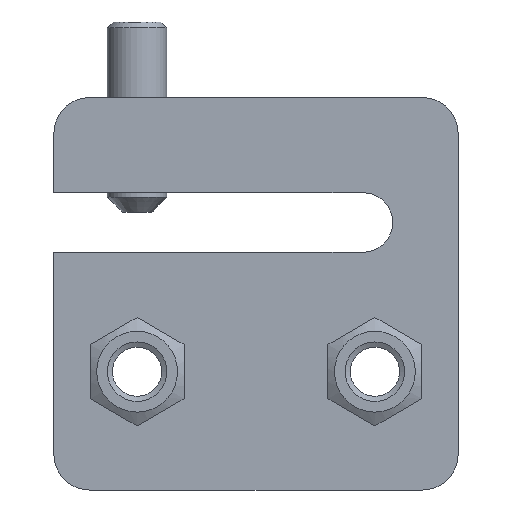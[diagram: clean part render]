
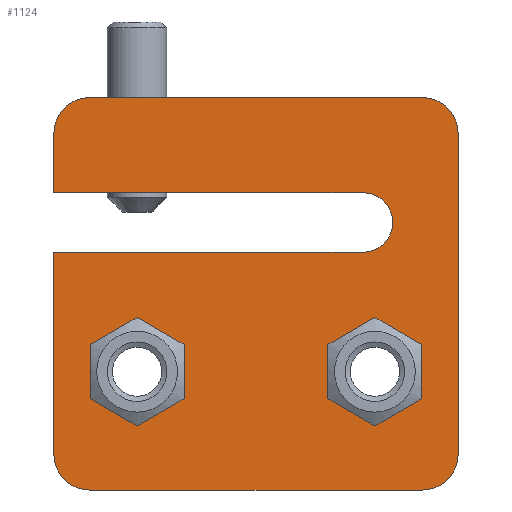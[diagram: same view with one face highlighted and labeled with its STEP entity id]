
A CAD part, left-side view. The second image highlights one B-rep face of the part: STEP entity #1124.
In plain terms, the highlighted planar face has unit normal (-1, 0, 0).
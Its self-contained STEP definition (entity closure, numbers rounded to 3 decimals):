
#59=FACE_BOUND('',#192,.T.);
#60=FACE_BOUND('',#193,.T.);
#76=PLANE('',#1278);
#123=FACE_OUTER_BOUND('',#191,.T.);
#191=EDGE_LOOP('',(#793,#794,#795,#796,#797,#798,#799,#800,#801,#802,#803,
#804));
#192=EDGE_LOOP('',(#805,#806,#807,#808,#809,#810));
#193=EDGE_LOOP('',(#811,#812,#813,#814,#815,#816));
#277=LINE('',#1752,#380);
#278=LINE('',#1756,#381);
#279=LINE('',#1760,#382);
#280=LINE('',#1764,#383);
#281=LINE('',#1766,#384);
#282=LINE('',#1770,#385);
#283=LINE('',#1771,#386);
#284=LINE('',#1774,#387);
#285=LINE('',#1776,#388);
#286=LINE('',#1778,#389);
#287=LINE('',#1780,#390);
#288=LINE('',#1782,#391);
#289=LINE('',#1783,#392);
#290=LINE('',#1786,#393);
#291=LINE('',#1788,#394);
#292=LINE('',#1790,#395);
#293=LINE('',#1792,#396);
#294=LINE('',#1794,#397);
#295=LINE('',#1795,#398);
#380=VECTOR('',#1408,10.);
#381=VECTOR('',#1411,10.);
#382=VECTOR('',#1414,10.);
#383=VECTOR('',#1417,10.);
#384=VECTOR('',#1418,10.);
#385=VECTOR('',#1421,10.);
#386=VECTOR('',#1422,10.);
#387=VECTOR('',#1423,10.);
#388=VECTOR('',#1424,10.);
#389=VECTOR('',#1425,10.);
#390=VECTOR('',#1426,10.);
#391=VECTOR('',#1427,10.);
#392=VECTOR('',#1428,10.);
#393=VECTOR('',#1429,10.);
#394=VECTOR('',#1430,10.);
#395=VECTOR('',#1431,10.);
#396=VECTOR('',#1432,10.);
#397=VECTOR('',#1433,10.);
#398=VECTOR('',#1434,10.);
#482=CIRCLE('',#1277,3.);
#483=CIRCLE('',#1279,3.);
#484=CIRCLE('',#1280,3.);
#485=CIRCLE('',#1281,3.);
#486=CIRCLE('',#1282,2.5);
#528=VERTEX_POINT('',#1745);
#529=VERTEX_POINT('',#1747);
#530=VERTEX_POINT('',#1751);
#531=VERTEX_POINT('',#1753);
#532=VERTEX_POINT('',#1755);
#533=VERTEX_POINT('',#1757);
#534=VERTEX_POINT('',#1759);
#535=VERTEX_POINT('',#1761);
#536=VERTEX_POINT('',#1763);
#537=VERTEX_POINT('',#1765);
#538=VERTEX_POINT('',#1767);
#539=VERTEX_POINT('',#1769);
#540=VERTEX_POINT('',#1772);
#541=VERTEX_POINT('',#1773);
#542=VERTEX_POINT('',#1775);
#543=VERTEX_POINT('',#1777);
#544=VERTEX_POINT('',#1779);
#545=VERTEX_POINT('',#1781);
#546=VERTEX_POINT('',#1784);
#547=VERTEX_POINT('',#1785);
#548=VERTEX_POINT('',#1787);
#549=VERTEX_POINT('',#1789);
#550=VERTEX_POINT('',#1791);
#551=VERTEX_POINT('',#1793);
#631=EDGE_CURVE('',#528,#529,#482,.T.);
#633=EDGE_CURVE('',#528,#530,#277,.T.);
#634=EDGE_CURVE('',#531,#530,#483,.T.);
#635=EDGE_CURVE('',#531,#532,#278,.T.);
#636=EDGE_CURVE('',#533,#532,#484,.T.);
#637=EDGE_CURVE('',#533,#534,#279,.T.);
#638=EDGE_CURVE('',#535,#534,#485,.T.);
#639=EDGE_CURVE('',#535,#536,#280,.T.);
#640=EDGE_CURVE('',#536,#537,#281,.T.);
#641=EDGE_CURVE('',#537,#538,#486,.T.);
#642=EDGE_CURVE('',#538,#539,#282,.T.);
#643=EDGE_CURVE('',#539,#529,#283,.T.);
#644=EDGE_CURVE('',#540,#541,#284,.T.);
#645=EDGE_CURVE('',#541,#542,#285,.T.);
#646=EDGE_CURVE('',#542,#543,#286,.T.);
#647=EDGE_CURVE('',#543,#544,#287,.T.);
#648=EDGE_CURVE('',#544,#545,#288,.T.);
#649=EDGE_CURVE('',#545,#540,#289,.T.);
#650=EDGE_CURVE('',#546,#547,#290,.T.);
#651=EDGE_CURVE('',#547,#548,#291,.T.);
#652=EDGE_CURVE('',#548,#549,#292,.T.);
#653=EDGE_CURVE('',#549,#550,#293,.T.);
#654=EDGE_CURVE('',#550,#551,#294,.T.);
#655=EDGE_CURVE('',#551,#546,#295,.T.);
#793=ORIENTED_EDGE('',*,*,#631,.F.);
#794=ORIENTED_EDGE('',*,*,#633,.T.);
#795=ORIENTED_EDGE('',*,*,#634,.F.);
#796=ORIENTED_EDGE('',*,*,#635,.T.);
#797=ORIENTED_EDGE('',*,*,#636,.F.);
#798=ORIENTED_EDGE('',*,*,#637,.T.);
#799=ORIENTED_EDGE('',*,*,#638,.F.);
#800=ORIENTED_EDGE('',*,*,#639,.T.);
#801=ORIENTED_EDGE('',*,*,#640,.T.);
#802=ORIENTED_EDGE('',*,*,#641,.T.);
#803=ORIENTED_EDGE('',*,*,#642,.T.);
#804=ORIENTED_EDGE('',*,*,#643,.T.);
#805=ORIENTED_EDGE('',*,*,#644,.T.);
#806=ORIENTED_EDGE('',*,*,#645,.T.);
#807=ORIENTED_EDGE('',*,*,#646,.T.);
#808=ORIENTED_EDGE('',*,*,#647,.T.);
#809=ORIENTED_EDGE('',*,*,#648,.T.);
#810=ORIENTED_EDGE('',*,*,#649,.T.);
#811=ORIENTED_EDGE('',*,*,#650,.T.);
#812=ORIENTED_EDGE('',*,*,#651,.T.);
#813=ORIENTED_EDGE('',*,*,#652,.T.);
#814=ORIENTED_EDGE('',*,*,#653,.T.);
#815=ORIENTED_EDGE('',*,*,#654,.T.);
#816=ORIENTED_EDGE('',*,*,#655,.T.);
#1124=ADVANCED_FACE('',(#123,#59,#60),#76,.T.);
#1277=AXIS2_PLACEMENT_3D('',#1748,#1403,#1404);
#1278=AXIS2_PLACEMENT_3D('',#1750,#1406,#1407);
#1279=AXIS2_PLACEMENT_3D('',#1754,#1409,#1410);
#1280=AXIS2_PLACEMENT_3D('',#1758,#1412,#1413);
#1281=AXIS2_PLACEMENT_3D('',#1762,#1415,#1416);
#1282=AXIS2_PLACEMENT_3D('',#1768,#1419,#1420);
#1403=DIRECTION('center_axis',(1.,0.,0.));
#1404=DIRECTION('ref_axis',(0.,0.707,-0.707));
#1406=DIRECTION('center_axis',(-1.,0.,0.));
#1407=DIRECTION('ref_axis',(0.,0.,1.));
#1408=DIRECTION('',(0.,-1.,0.));
#1409=DIRECTION('center_axis',(1.,0.,0.));
#1410=DIRECTION('ref_axis',(0.,-0.707,-0.707));
#1411=DIRECTION('',(0.,0.,1.));
#1412=DIRECTION('center_axis',(1.,0.,0.));
#1413=DIRECTION('ref_axis',(0.,-0.707,0.707));
#1414=DIRECTION('',(0.,1.,0.));
#1415=DIRECTION('center_axis',(1.,0.,0.));
#1416=DIRECTION('ref_axis',(0.,0.707,0.707));
#1417=DIRECTION('',(0.,0.,-1.));
#1418=DIRECTION('',(0.,-1.,0.));
#1419=DIRECTION('center_axis',(1.,0.,0.));
#1420=DIRECTION('ref_axis',(0.,0.,1.));
#1421=DIRECTION('',(0.,1.,0.));
#1422=DIRECTION('',(0.,0.,-1.));
#1423=DIRECTION('',(0.,0.866,0.5));
#1424=DIRECTION('',(0.,0.,1.));
#1425=DIRECTION('',(0.,-0.866,0.5));
#1426=DIRECTION('',(0.,-0.866,-0.5));
#1427=DIRECTION('',(0.,0.,-1.));
#1428=DIRECTION('',(0.,0.866,-0.5));
#1429=DIRECTION('',(0.,0.866,0.5));
#1430=DIRECTION('',(0.,0.,1.));
#1431=DIRECTION('',(0.,-0.866,0.5));
#1432=DIRECTION('',(0.,-0.866,-0.5));
#1433=DIRECTION('',(0.,0.,-1.));
#1434=DIRECTION('',(0.,0.866,-0.5));
#1745=CARTESIAN_POINT('',(-6.,14.,-16.5));
#1747=CARTESIAN_POINT('',(-6.,17.,-13.5));
#1748=CARTESIAN_POINT('Origin',(-6.,14.,-13.5));
#1750=CARTESIAN_POINT('Origin',(-6.,0.,0.));
#1751=CARTESIAN_POINT('',(-6.,-14.,-16.5));
#1752=CARTESIAN_POINT('',(-6.,-17.,-16.5));
#1753=CARTESIAN_POINT('',(-6.,-17.,-13.5));
#1754=CARTESIAN_POINT('Origin',(-6.,-14.,-13.5));
#1755=CARTESIAN_POINT('',(-6.,-17.,13.5));
#1756=CARTESIAN_POINT('',(-6.,-17.,16.5));
#1757=CARTESIAN_POINT('',(-6.,-14.,16.5));
#1758=CARTESIAN_POINT('Origin',(-6.,-14.,13.5));
#1759=CARTESIAN_POINT('',(-6.,14.,16.5));
#1760=CARTESIAN_POINT('',(-6.,17.,16.5));
#1761=CARTESIAN_POINT('',(-6.,17.,13.5));
#1762=CARTESIAN_POINT('Origin',(-6.,14.,13.5));
#1763=CARTESIAN_POINT('',(-6.,17.,8.5));
#1764=CARTESIAN_POINT('',(-6.,17.,-16.5));
#1765=CARTESIAN_POINT('',(-6.,-9.,8.5));
#1766=CARTESIAN_POINT('',(-6.,-4.5,8.5));
#1767=CARTESIAN_POINT('',(-6.,-9.,3.5));
#1768=CARTESIAN_POINT('Origin',(-6.,-9.,6.));
#1769=CARTESIAN_POINT('',(-6.,17.,3.5));
#1770=CARTESIAN_POINT('',(-6.,8.5,3.5));
#1771=CARTESIAN_POINT('',(-6.,17.,-16.5));
#1772=CARTESIAN_POINT('',(-6.,10.,-11.111));
#1773=CARTESIAN_POINT('',(-6.,13.95,-8.831));
#1774=CARTESIAN_POINT('',(-6.,8.656,-11.887));
#1775=CARTESIAN_POINT('',(-6.,13.95,-4.269));
#1776=CARTESIAN_POINT('',(-6.,13.95,-4.415));
#1777=CARTESIAN_POINT('',(-6.,10.,-1.989));
#1778=CARTESIAN_POINT('',(-6.,7.794,-0.716));
#1779=CARTESIAN_POINT('',(-6.,6.05,-4.269));
#1780=CARTESIAN_POINT('',(-6.,6.681,-3.905));
#1781=CARTESIAN_POINT('',(-6.,6.05,-8.831));
#1782=CARTESIAN_POINT('',(-6.,6.05,-2.135));
#1783=CARTESIAN_POINT('',(-6.,1.869,-6.417));
#1784=CARTESIAN_POINT('',(-6.,-10.,-11.111));
#1785=CARTESIAN_POINT('',(-6.,-6.05,-8.831));
#1786=CARTESIAN_POINT('',(-6.,-3.844,-7.557));
#1787=CARTESIAN_POINT('',(-6.,-6.05,-4.269));
#1788=CARTESIAN_POINT('',(-6.,-6.05,-4.415));
#1789=CARTESIAN_POINT('',(-6.,-10.,-1.989));
#1790=CARTESIAN_POINT('',(-6.,-4.706,-5.046));
#1791=CARTESIAN_POINT('',(-6.,-13.95,-4.269));
#1792=CARTESIAN_POINT('',(-6.,-5.819,0.425));
#1793=CARTESIAN_POINT('',(-6.,-13.95,-8.831));
#1794=CARTESIAN_POINT('',(-6.,-13.95,-2.135));
#1795=CARTESIAN_POINT('',(-6.,-10.631,-10.747));
